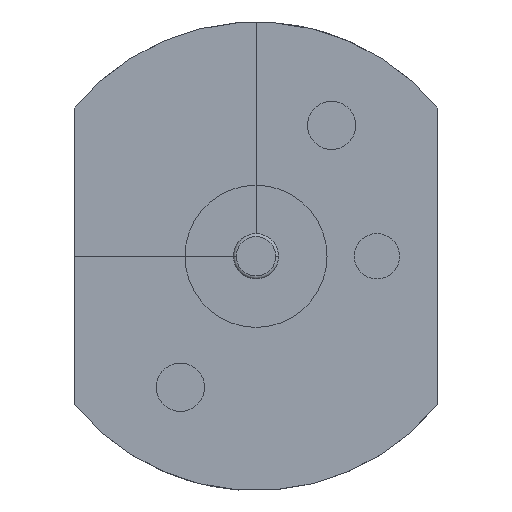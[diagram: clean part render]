
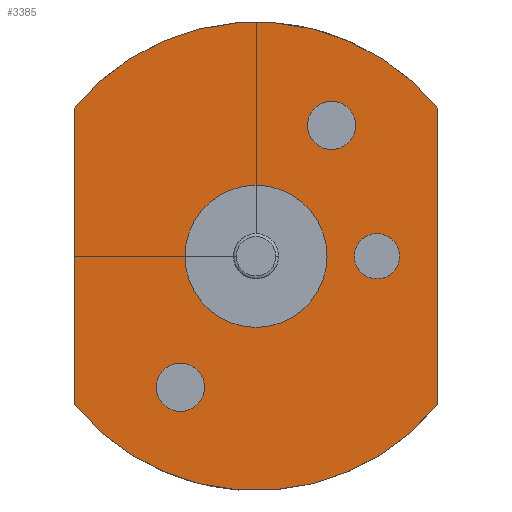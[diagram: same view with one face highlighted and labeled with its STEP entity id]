
A CAD part, front view. The second image highlights one B-rep face of the part: STEP entity #3385.
In plain terms, the highlighted planar face has unit normal (0, -1, 0).
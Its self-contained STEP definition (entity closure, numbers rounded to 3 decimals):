
#989=DIRECTION('',(0.,0.,1.));
#990=VECTOR('',#989,9.811);
#991=CARTESIAN_POINT('',(-6.,0.,-4.905));
#992=LINE('',#991,#990);
#993=CARTESIAN_POINT('',(0.,0.,0.));
#994=DIRECTION('',(0.,1.,0.));
#995=DIRECTION('',(-0.774,0.,0.633));
#996=AXIS2_PLACEMENT_3D('',#993,#994,#995);
#998=DIRECTION('',(0.,0.,-1.));
#999=VECTOR('',#998,9.811);
#1000=CARTESIAN_POINT('',(6.,0.,4.905));
#1001=LINE('',#1000,#999);
#1002=CARTESIAN_POINT('',(0.,0.,0.));
#1003=DIRECTION('',(0.,1.,0.));
#1004=DIRECTION('',(0.774,0.,-0.633));
#1005=AXIS2_PLACEMENT_3D('',#1002,#1003,#1004);
#1007=CARTESIAN_POINT('',(0.,0.,0.));
#1008=DIRECTION('',(0.,-1.,0.));
#1009=DIRECTION('',(-1.,0.,0.));
#1010=AXIS2_PLACEMENT_3D('',#1007,#1008,#1009);
#1012=CARTESIAN_POINT('',(0.,0.,0.));
#1013=DIRECTION('',(0.,-1.,0.));
#1014=DIRECTION('',(1.,0.,0.));
#1015=AXIS2_PLACEMENT_3D('',#1012,#1013,#1014);
#1017=CARTESIAN_POINT('',(-2.5,0.,-4.33));
#1018=DIRECTION('',(0.,-1.,0.));
#1019=DIRECTION('',(0.,0.,1.));
#1020=AXIS2_PLACEMENT_3D('',#1017,#1018,#1019);
#1022=CARTESIAN_POINT('',(-2.5,0.,-4.33));
#1023=DIRECTION('',(0.,-1.,0.));
#1024=DIRECTION('',(0.,0.,-1.));
#1025=AXIS2_PLACEMENT_3D('',#1022,#1023,#1024);
#1027=CARTESIAN_POINT('',(2.5,0.,4.33));
#1028=DIRECTION('',(0.,-1.,0.));
#1029=DIRECTION('',(0.,0.,1.));
#1030=AXIS2_PLACEMENT_3D('',#1027,#1028,#1029);
#1032=CARTESIAN_POINT('',(2.5,0.,4.33));
#1033=DIRECTION('',(0.,-1.,0.));
#1034=DIRECTION('',(0.,0.,-1.));
#1035=AXIS2_PLACEMENT_3D('',#1032,#1033,#1034);
#1037=CARTESIAN_POINT('',(4.,0.,0.));
#1038=DIRECTION('',(0.,-1.,0.));
#1039=DIRECTION('',(0.,0.,1.));
#1040=AXIS2_PLACEMENT_3D('',#1037,#1038,#1039);
#1042=CARTESIAN_POINT('',(4.,0.,0.));
#1043=DIRECTION('',(0.,-1.,0.));
#1044=DIRECTION('',(0.,0.,-1.));
#1045=AXIS2_PLACEMENT_3D('',#1042,#1043,#1044);
#1561=CARTESIAN_POINT('',(-6.,0.,-4.905));
#1562=CARTESIAN_POINT('',(-6.,0.,4.905));
#1563=VERTEX_POINT('',#1561);
#1564=VERTEX_POINT('',#1562);
#1565=CARTESIAN_POINT('',(6.,0.,4.905));
#1566=VERTEX_POINT('',#1565);
#1567=CARTESIAN_POINT('',(6.,0.,-4.905));
#1568=VERTEX_POINT('',#1567);
#1573=CARTESIAN_POINT('',(-2.35,0.,0.));
#1574=CARTESIAN_POINT('',(2.35,0.,0.));
#1575=VERTEX_POINT('',#1573);
#1576=VERTEX_POINT('',#1574);
#1705=CARTESIAN_POINT('',(-2.5,0.,-3.53));
#1706=CARTESIAN_POINT('',(-2.5,0.,-5.13));
#1707=VERTEX_POINT('',#1705);
#1708=VERTEX_POINT('',#1706);
#1709=CARTESIAN_POINT('',(2.5,0.,5.13));
#1710=CARTESIAN_POINT('',(2.5,0.,3.53));
#1711=VERTEX_POINT('',#1709);
#1712=VERTEX_POINT('',#1710);
#1713=CARTESIAN_POINT('',(4.,0.,0.75));
#1714=CARTESIAN_POINT('',(4.,0.,-0.75));
#1715=VERTEX_POINT('',#1713);
#1716=VERTEX_POINT('',#1714);
#3350=CARTESIAN_POINT('',(0.,0.,0.));
#3351=DIRECTION('',(0.,1.,0.));
#3352=DIRECTION('',(1.,0.,0.));
#3353=AXIS2_PLACEMENT_3D('',#3350,#3351,#3352);
#3354=PLANE('',#3353);
#3355=ORIENTED_EDGE('',*,*,#3295,.T.);
#3356=ORIENTED_EDGE('',*,*,#3313,.T.);
#3357=ORIENTED_EDGE('',*,*,#3329,.T.);
#3358=ORIENTED_EDGE('',*,*,#3344,.T.);
#3359=EDGE_LOOP('',(#3355,#3356,#3357,#3358));
#3360=FACE_OUTER_BOUND('',#3359,.F.);
#3362=ORIENTED_EDGE('',*,*,#3361,.T.);
#3364=ORIENTED_EDGE('',*,*,#3363,.T.);
#3365=EDGE_LOOP('',(#3362,#3364));
#3366=FACE_BOUND('',#3365,.F.);
#3368=ORIENTED_EDGE('',*,*,#3367,.T.);
#3370=ORIENTED_EDGE('',*,*,#3369,.T.);
#3371=EDGE_LOOP('',(#3368,#3370));
#3372=FACE_BOUND('',#3371,.F.);
#3374=ORIENTED_EDGE('',*,*,#3373,.T.);
#3376=ORIENTED_EDGE('',*,*,#3375,.T.);
#3377=EDGE_LOOP('',(#3374,#3376));
#3378=FACE_BOUND('',#3377,.F.);
#3380=ORIENTED_EDGE('',*,*,#3379,.T.);
#3382=ORIENTED_EDGE('',*,*,#3381,.T.);
#3383=EDGE_LOOP('',(#3380,#3382));
#3384=FACE_BOUND('',#3383,.F.);
#3385=ADVANCED_FACE('',(#3360,#3366,#3372,#3378,#3384),#3354,.F.);
#997=CIRCLE('',#996,7.75);
#1006=CIRCLE('',#1005,7.75);
#1011=CIRCLE('',#1010,2.35);
#1016=CIRCLE('',#1015,2.35);
#1021=CIRCLE('',#1020,0.8);
#1026=CIRCLE('',#1025,0.8);
#1031=CIRCLE('',#1030,0.8);
#1036=CIRCLE('',#1035,0.8);
#1041=CIRCLE('',#1040,0.75);
#1046=CIRCLE('',#1045,0.75);
#3295=EDGE_CURVE('',#1563,#1564,#992,.T.);
#3313=EDGE_CURVE('',#1564,#1566,#997,.T.);
#3329=EDGE_CURVE('',#1566,#1568,#1001,.T.);
#3344=EDGE_CURVE('',#1568,#1563,#1006,.T.);
#3361=EDGE_CURVE('',#1575,#1576,#1011,.T.);
#3363=EDGE_CURVE('',#1576,#1575,#1016,.T.);
#3367=EDGE_CURVE('',#1707,#1708,#1021,.T.);
#3369=EDGE_CURVE('',#1708,#1707,#1026,.T.);
#3373=EDGE_CURVE('',#1711,#1712,#1031,.T.);
#3375=EDGE_CURVE('',#1712,#1711,#1036,.T.);
#3379=EDGE_CURVE('',#1715,#1716,#1041,.T.);
#3381=EDGE_CURVE('',#1716,#1715,#1046,.T.);
